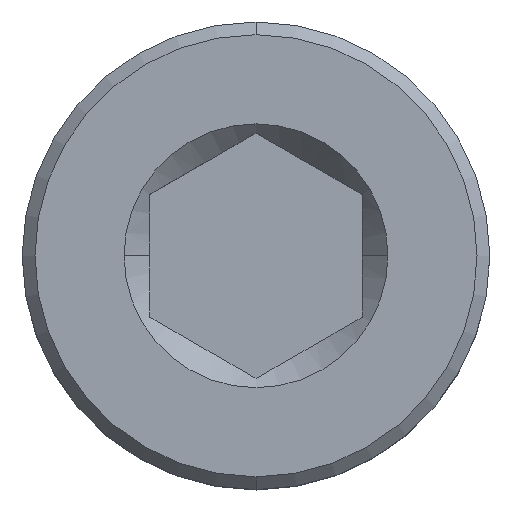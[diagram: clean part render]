
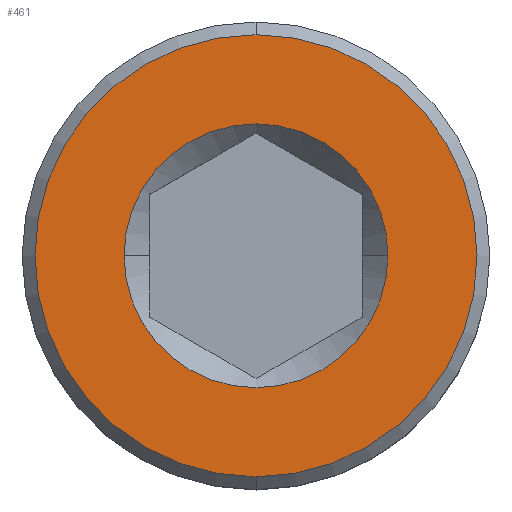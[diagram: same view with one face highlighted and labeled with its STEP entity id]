
A CAD part, top view. The second image highlights one B-rep face of the part: STEP entity #461.
In plain terms, the highlighted planar face has unit normal (0, 0, 1).
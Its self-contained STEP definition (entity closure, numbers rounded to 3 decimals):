
#461 = ADVANCED_FACE ( 'NONE', ( #1880, #662 ), #2465, .T. ) ;
#542 = CIRCLE ( 'NONE', #3717, 2.6 ) ;
#662 = FACE_OUTER_BOUND ( 'NONE', #3758, .T. ) ;
#904 = CARTESIAN_POINT ( 'NONE',  ( 0., 0., 9.5 ) ) ;
#1041 = DIRECTION ( 'NONE',  ( 0., 0., -1. ) ) ;
#1099 = ORIENTED_EDGE ( 'NONE', *, *, #1905, .F. ) ;
#1227 = DIRECTION ( 'NONE',  ( 0., 0., 1. ) ) ;
#1503 = DIRECTION ( 'NONE',  ( 0., 0., 1. ) ) ;
#1535 = CARTESIAN_POINT ( 'NONE',  ( 0., 0., 9.5 ) ) ;
#1880 = FACE_BOUND ( 'NONE', #4780, .T. ) ;
#1905 = EDGE_CURVE ( 'NONE', #5685, #2614, #2916, .T. ) ;
#2051 = ORIENTED_EDGE ( 'NONE', *, *, #3369, .F. ) ;
#2465 = PLANE ( 'NONE',  #4430 ) ;
#2523 = DIRECTION ( 'NONE',  ( 0., 1., 0. ) ) ;
#2614 = VERTEX_POINT ( 'NONE', #3386 ) ;
#2883 = DIRECTION ( 'NONE',  ( 0., 0., 1. ) ) ;
#2894 = AXIS2_PLACEMENT_3D ( 'NONE', #4300, #1227, #5501 ) ;
#2916 = CIRCLE ( 'NONE', #5047, 2.6 ) ;
#3018 = ORIENTED_EDGE ( 'NONE', *, *, #6196, .F. ) ;
#3174 = CIRCLE ( 'NONE', #2894, 1.552 ) ;
#3205 = CARTESIAN_POINT ( 'NONE',  ( 0., 0., 9.5 ) ) ;
#3369 = EDGE_CURVE ( 'NONE', #5844, #3605, #3174, .T. ) ;
#3386 = CARTESIAN_POINT ( 'NONE',  ( 0., 2.6, 9.5 ) ) ;
#3605 = VERTEX_POINT ( 'NONE', #4427 ) ;
#3717 = AXIS2_PLACEMENT_3D ( 'NONE', #3205, #1041, #4639 ) ;
#3758 = EDGE_LOOP ( 'NONE', ( #3018, #1099 ) ) ;
#4300 = CARTESIAN_POINT ( 'NONE',  ( 0., 0., 9.5 ) ) ;
#4395 = CARTESIAN_POINT ( 'NONE',  ( 0., -2.6, 9.5 ) ) ;
#4427 = CARTESIAN_POINT ( 'NONE',  ( -1.552, 0., 9.5 ) ) ;
#4430 = AXIS2_PLACEMENT_3D ( 'NONE', #5622, #1503, #5554 ) ;
#4639 = DIRECTION ( 'NONE',  ( 0., 1., 0. ) ) ;
#4780 = EDGE_LOOP ( 'NONE', ( #2051, #4841 ) ) ;
#4841 = ORIENTED_EDGE ( 'NONE', *, *, #5738, .F. ) ;
#5047 = AXIS2_PLACEMENT_3D ( 'NONE', #1535, #6164, #2523 ) ;
#5501 = DIRECTION ( 'NONE',  ( 1., 0., 0. ) ) ;
#5554 = DIRECTION ( 'NONE',  ( 0., -1., 0. ) ) ;
#5622 = CARTESIAN_POINT ( 'NONE',  ( 0., 0., 9.5 ) ) ;
#5685 = VERTEX_POINT ( 'NONE', #4395 ) ;
#5738 = EDGE_CURVE ( 'NONE', #3605, #5844, #6317, .T. ) ;
#5844 = VERTEX_POINT ( 'NONE', #6510 ) ;
#6052 = DIRECTION ( 'NONE',  ( 1., 0., 0. ) ) ;
#6164 = DIRECTION ( 'NONE',  ( 0., 0., -1. ) ) ;
#6196 = EDGE_CURVE ( 'NONE', #2614, #5685, #542, .T. ) ;
#6246 = AXIS2_PLACEMENT_3D ( 'NONE', #904, #2883, #6052 ) ;
#6317 = CIRCLE ( 'NONE', #6246, 1.552 ) ;
#6510 = CARTESIAN_POINT ( 'NONE',  ( 1.552, 0., 9.5 ) ) ;
